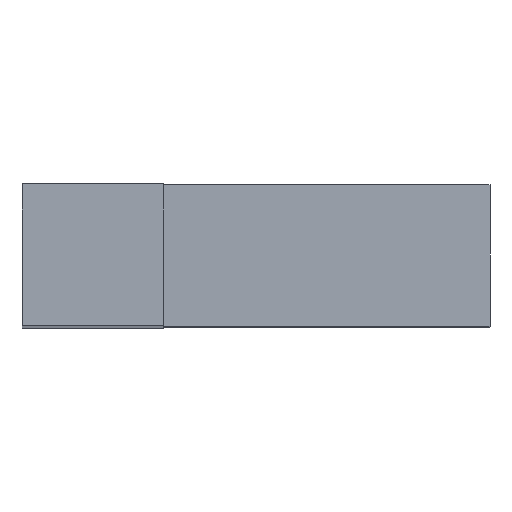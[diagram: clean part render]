
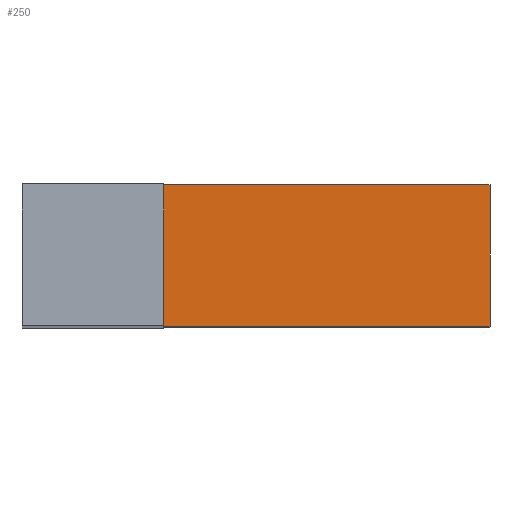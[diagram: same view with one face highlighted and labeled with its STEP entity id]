
A CAD part, top view. The second image highlights one B-rep face of the part: STEP entity #250.
In plain terms, the highlighted planar face has unit normal (0, 0, 1).
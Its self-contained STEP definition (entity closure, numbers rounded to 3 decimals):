
#23=PLANE('',#288);
#37=FACE_OUTER_BOUND('',#51,.T.);
#51=EDGE_LOOP('',(#194,#195,#196,#197));
#73=LINE('',#402,#99);
#76=LINE('',#407,#102);
#77=LINE('',#409,#103);
#78=LINE('',#410,#104);
#99=VECTOR('',#336,10.);
#102=VECTOR('',#341,10.);
#103=VECTOR('',#342,10.);
#104=VECTOR('',#343,10.);
#128=VERTEX_POINT('',#400);
#129=VERTEX_POINT('',#401);
#130=VERTEX_POINT('',#406);
#131=VERTEX_POINT('',#408);
#153=EDGE_CURVE('',#128,#129,#73,.T.);
#156=EDGE_CURVE('',#128,#130,#76,.T.);
#157=EDGE_CURVE('',#130,#131,#77,.T.);
#158=EDGE_CURVE('',#129,#131,#78,.T.);
#194=ORIENTED_EDGE('',*,*,#156,.T.);
#195=ORIENTED_EDGE('',*,*,#157,.T.);
#196=ORIENTED_EDGE('',*,*,#158,.F.);
#197=ORIENTED_EDGE('',*,*,#153,.F.);
#250=ADVANCED_FACE('',(#37),#23,.T.);
#288=AXIS2_PLACEMENT_3D('',#405,#339,#340);
#336=DIRECTION('',(0.,1.,0.));
#339=DIRECTION('center_axis',(0.,0.,1.));
#340=DIRECTION('ref_axis',(1.,0.,0.));
#341=DIRECTION('',(1.,0.,0.));
#342=DIRECTION('',(0.,1.,0.));
#343=DIRECTION('',(1.,0.,0.));
#400=CARTESIAN_POINT('',(-11.5,0.,0.));
#401=CARTESIAN_POINT('',(-11.5,5.,0.));
#402=CARTESIAN_POINT('',(-11.5,0.,0.));
#405=CARTESIAN_POINT('Origin',(-11.5,0.,0.));
#406=CARTESIAN_POINT('',(0.,0.,0.));
#407=CARTESIAN_POINT('',(-11.5,0.,0.));
#408=CARTESIAN_POINT('',(0.,5.,0.));
#409=CARTESIAN_POINT('',(0.,0.,0.));
#410=CARTESIAN_POINT('',(-11.5,5.,0.));
